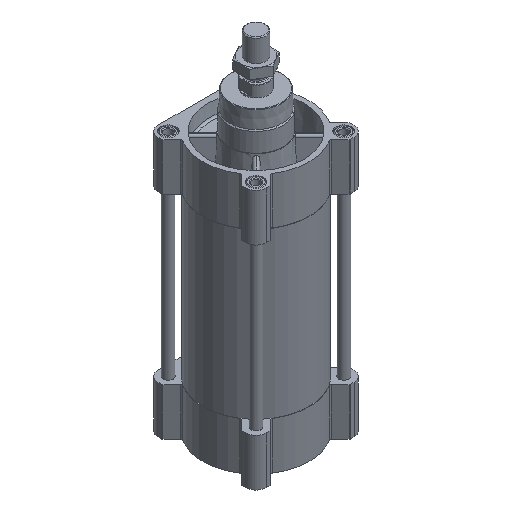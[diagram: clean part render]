
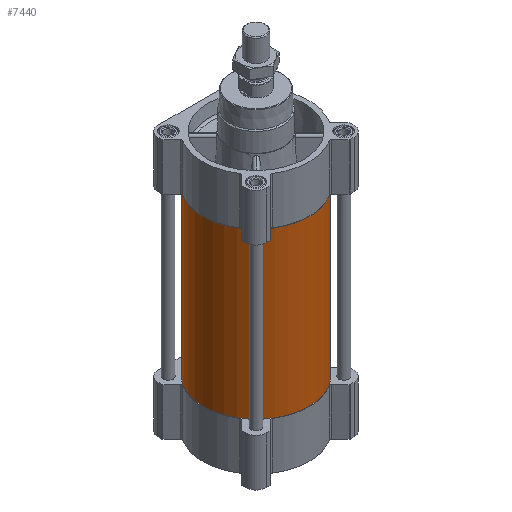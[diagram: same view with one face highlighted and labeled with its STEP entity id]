
A CAD part, isometric view. The second image highlights one B-rep face of the part: STEP entity #7440.
In plain terms, the highlighted cylindrical face has radius 53.5 mm (diameter 107 mm), a full revolution.
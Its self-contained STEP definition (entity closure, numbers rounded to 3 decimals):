
#1003=CIRCLE('',#7924,53.5);
#1008=CIRCLE('',#7934,53.5);
#1608=ORIENTED_EDGE('',*,*,#2945,.F.);
#1609=ORIENTED_EDGE('',*,*,#2940,.F.);
#2940=EDGE_CURVE('',#3613,#3613,#1003,.T.);
#2945=EDGE_CURVE('',#3618,#3618,#1008,.F.);
#3613=VERTEX_POINT('',#11050);
#3618=VERTEX_POINT('',#11065);
#4142=EDGE_LOOP('',(#1608));
#4143=EDGE_LOOP('',(#1609));
#4639=FACE_BOUND('',#4142,.T.);
#4640=FACE_BOUND('',#4143,.T.);
#5060=CYLINDRICAL_SURFACE('',#7933,53.5);
#7440=ADVANCED_FACE('',(#4639,#4640),#5060,.T.);
#7924=AXIS2_PLACEMENT_3D('',#11049,#8816,#8817);
#7933=AXIS2_PLACEMENT_3D('',#11063,#8834,#8835);
#7934=AXIS2_PLACEMENT_3D('',#11064,#8836,#8837);
#8816=DIRECTION('',(0.,0.,1.));
#8817=DIRECTION('',(1.,0.,0.));
#8834=DIRECTION('',(0.,0.,1.));
#8835=DIRECTION('',(1.,0.,0.));
#8836=DIRECTION('',(0.,0.,1.));
#8837=DIRECTION('',(1.,0.,0.));
#11049=CARTESIAN_POINT('',(0.,0.,-48.));
#11050=CARTESIAN_POINT('',(53.5,0.,-48.));
#11063=CARTESIAN_POINT('',(0.,0.,-215.));
#11064=CARTESIAN_POINT('',(0.,0.,-215.));
#11065=CARTESIAN_POINT('',(53.5,0.,-215.));
